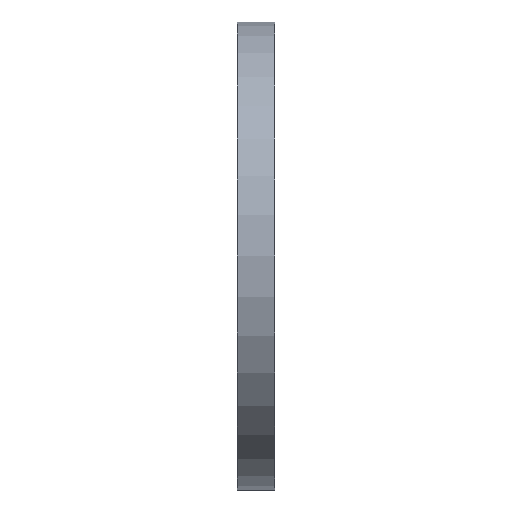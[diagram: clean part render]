
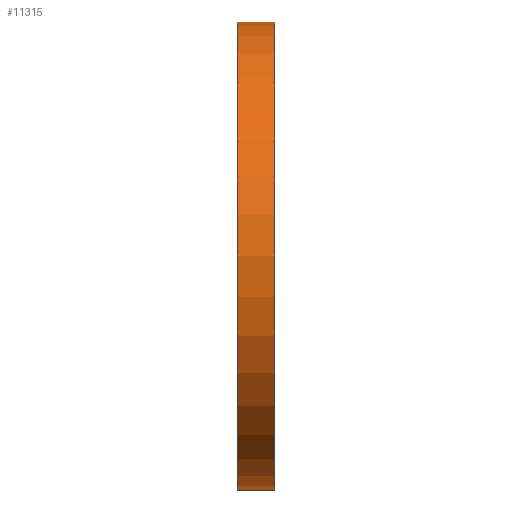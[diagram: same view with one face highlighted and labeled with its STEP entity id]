
A CAD part, left-side view. The second image highlights one B-rep face of the part: STEP entity #11315.
In plain terms, the highlighted cylindrical face has radius 50 mm (diameter 100 mm), a partial arc.
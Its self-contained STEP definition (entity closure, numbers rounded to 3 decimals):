
#192 = VECTOR ( 'NONE', #1143, 1000. ) ;
#655 = VERTEX_POINT ( 'NONE', #2473 ) ;
#727 = ORIENTED_EDGE ( 'NONE', *, *, #3144, .T. ) ;
#986 = DIRECTION ( 'NONE',  ( 0., 1., 0. ) ) ;
#1143 = DIRECTION ( 'NONE',  ( 0., -1., 0. ) ) ;
#2037 = DIRECTION ( 'NONE',  ( 0., 0., 1. ) ) ;
#2223 = CARTESIAN_POINT ( 'NONE',  ( 0., 4., -50. ) ) ;
#2473 = CARTESIAN_POINT ( 'NONE',  ( 0., 4., -50. ) ) ;
#3144 = EDGE_CURVE ( 'NONE', #655, #14034, #6195, .T. ) ;
#3178 = AXIS2_PLACEMENT_3D ( 'NONE', #10748, #9870, #4213 ) ;
#3519 = ORIENTED_EDGE ( 'NONE', *, *, #9466, .T. ) ;
#3638 = ORIENTED_EDGE ( 'NONE', *, *, #10432, .F. ) ;
#3752 = CARTESIAN_POINT ( 'NONE',  ( 0., -4., -50. ) ) ;
#3926 = CARTESIAN_POINT ( 'NONE',  ( 0., 4., 50. ) ) ;
#4213 = DIRECTION ( 'NONE',  ( 0., 0., -1. ) ) ;
#4296 = DIRECTION ( 'NONE',  ( 0., 1., 0. ) ) ;
#4720 = VECTOR ( 'NONE', #13406, 1000. ) ;
#4852 = CIRCLE ( 'NONE', #4870, 50. ) ;
#4870 = AXIS2_PLACEMENT_3D ( 'NONE', #12169, #986, #14546 ) ;
#6195 = LINE ( 'NONE', #2223, #192 ) ;
#6196 = EDGE_LOOP ( 'NONE', ( #3638, #7372, #727, #3519 ) ) ;
#7372 = ORIENTED_EDGE ( 'NONE', *, *, #13690, .F. ) ;
#7414 = CIRCLE ( 'NONE', #11370, 50. ) ;
#7561 = VERTEX_POINT ( 'NONE', #10890 ) ;
#7563 = FACE_OUTER_BOUND ( 'NONE', #6196, .T. ) ;
#7743 = LINE ( 'NONE', #12355, #4720 ) ;
#8792 = CARTESIAN_POINT ( 'NONE',  ( 0., -4., 0. ) ) ;
#9466 = EDGE_CURVE ( 'NONE', #14034, #7561, #7414, .T. ) ;
#9870 = DIRECTION ( 'NONE',  ( 0., -1., 0. ) ) ;
#10432 = EDGE_CURVE ( 'NONE', #11216, #7561, #7743, .T. ) ;
#10748 = CARTESIAN_POINT ( 'NONE',  ( 0., 4., 0. ) ) ;
#10890 = CARTESIAN_POINT ( 'NONE',  ( 0., -4., 50. ) ) ;
#11216 = VERTEX_POINT ( 'NONE', #3926 ) ;
#11315 = ADVANCED_FACE ( 'NONE', ( #7563 ), #13321, .T. ) ;
#11370 = AXIS2_PLACEMENT_3D ( 'NONE', #8792, #4296, #2037 ) ;
#12169 = CARTESIAN_POINT ( 'NONE',  ( 0., 4., 0. ) ) ;
#12355 = CARTESIAN_POINT ( 'NONE',  ( 0., 4., 50. ) ) ;
#13321 = CYLINDRICAL_SURFACE ( 'NONE', #3178, 50. ) ;
#13406 = DIRECTION ( 'NONE',  ( 0., -1., 0. ) ) ;
#13690 = EDGE_CURVE ( 'NONE', #655, #11216, #4852, .T. ) ;
#14034 = VERTEX_POINT ( 'NONE', #3752 ) ;
#14546 = DIRECTION ( 'NONE',  ( 0., 0., 1. ) ) ;
